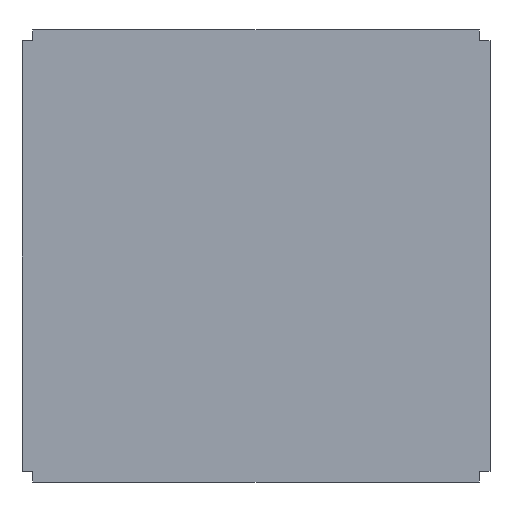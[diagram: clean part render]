
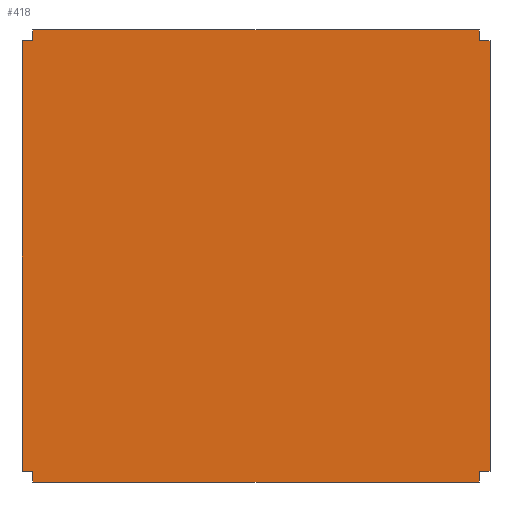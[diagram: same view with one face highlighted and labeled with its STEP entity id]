
A CAD part, top view. The second image highlights one B-rep face of the part: STEP entity #418.
In plain terms, the highlighted planar face has unit normal (0, 0, 1).
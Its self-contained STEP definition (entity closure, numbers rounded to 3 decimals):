
#32=CARTESIAN_POINT('',(-420.,425.,3.));
#33=VERTEX_POINT('',#32);
#34=CARTESIAN_POINT('',(420.,425.,3.));
#35=VERTEX_POINT('',#34);
#36=CARTESIAN_POINT('',(-4200.,425.,3.));
#37=DIRECTION('',(1.,0.,-0.));
#38=VECTOR('',#37,8400.);
#39=LINE('',#36,#38);
#40=EDGE_CURVE('',#33,#35,#39,.T.);
#72=CARTESIAN_POINT('',(420.,405.,3.));
#73=VERTEX_POINT('',#72);
#74=CARTESIAN_POINT('',(420.,605.,3.));
#75=DIRECTION('',(0.,-1.,0.));
#76=VECTOR('',#75,200.);
#77=LINE('',#74,#76);
#78=EDGE_CURVE('',#35,#73,#77,.T.);
#103=CARTESIAN_POINT('',(440.,405.,3.));
#104=VERTEX_POINT('',#103);
#105=CARTESIAN_POINT('',(240.,405.,3.));
#106=DIRECTION('',(1.,0.,-0.));
#107=VECTOR('',#106,200.);
#108=LINE('',#105,#107);
#109=EDGE_CURVE('',#73,#104,#108,.T.);
#134=CARTESIAN_POINT('',(440.,-405.,3.));
#135=VERTEX_POINT('',#134);
#136=CARTESIAN_POINT('',(440.,4050.,3.));
#137=DIRECTION('',(0.,-1.,0.));
#138=VECTOR('',#137,8100.);
#139=LINE('',#136,#138);
#140=EDGE_CURVE('',#104,#135,#139,.T.);
#165=CARTESIAN_POINT('',(420.,-405.,3.));
#166=VERTEX_POINT('',#165);
#167=CARTESIAN_POINT('',(620.,-405.,3.));
#168=DIRECTION('',(-1.,0.,0.));
#169=VECTOR('',#168,200.);
#170=LINE('',#167,#169);
#171=EDGE_CURVE('',#135,#166,#170,.T.);
#196=CARTESIAN_POINT('',(420.,-425.,3.));
#197=VERTEX_POINT('',#196);
#198=CARTESIAN_POINT('',(420.,-225.,3.));
#199=DIRECTION('',(0.,-1.,0.));
#200=VECTOR('',#199,200.);
#201=LINE('',#198,#200);
#202=EDGE_CURVE('',#166,#197,#201,.T.);
#227=CARTESIAN_POINT('',(-420.,-425.,3.));
#228=VERTEX_POINT('',#227);
#229=CARTESIAN_POINT('',(4200.,-425.,3.));
#230=DIRECTION('',(-1.,0.,0.));
#231=VECTOR('',#230,8400.);
#232=LINE('',#229,#231);
#233=EDGE_CURVE('',#197,#228,#232,.T.);
#258=CARTESIAN_POINT('',(-420.,-405.,3.));
#259=VERTEX_POINT('',#258);
#260=CARTESIAN_POINT('',(-420.,-605.,3.));
#261=DIRECTION('',(0.,1.,0.));
#262=VECTOR('',#261,200.);
#263=LINE('',#260,#262);
#264=EDGE_CURVE('',#228,#259,#263,.T.);
#289=CARTESIAN_POINT('',(-440.,-405.,3.));
#290=VERTEX_POINT('',#289);
#291=CARTESIAN_POINT('',(-240.,-405.,3.));
#292=DIRECTION('',(-1.,0.,0.));
#293=VECTOR('',#292,200.);
#294=LINE('',#291,#293);
#295=EDGE_CURVE('',#259,#290,#294,.T.);
#320=CARTESIAN_POINT('',(-440.,405.,3.));
#321=VERTEX_POINT('',#320);
#322=CARTESIAN_POINT('',(-440.,-4050.,3.));
#323=DIRECTION('',(0.,1.,0.));
#324=VECTOR('',#323,8100.);
#325=LINE('',#322,#324);
#326=EDGE_CURVE('',#290,#321,#325,.T.);
#351=CARTESIAN_POINT('',(-420.,405.,3.));
#352=VERTEX_POINT('',#351);
#353=CARTESIAN_POINT('',(-620.,405.,3.));
#354=DIRECTION('',(1.,0.,-0.));
#355=VECTOR('',#354,200.);
#356=LINE('',#353,#355);
#357=EDGE_CURVE('',#321,#352,#356,.T.);
#382=CARTESIAN_POINT('',(-420.,225.,3.));
#383=DIRECTION('',(0.,1.,0.));
#384=VECTOR('',#383,200.);
#385=LINE('',#382,#384);
#386=EDGE_CURVE('',#352,#33,#385,.T.);
#399=CARTESIAN_POINT('',(0.,0.,3.));
#400=DIRECTION('',(0.,0.,1.));
#401=DIRECTION('',(1.,0.,0.));
#402=AXIS2_PLACEMENT_3D('',#399,#400,#401);
#403=PLANE('',#402);
#404=ORIENTED_EDGE('',*,*,#40,.F.);
#405=ORIENTED_EDGE('',*,*,#386,.F.);
#406=ORIENTED_EDGE('',*,*,#357,.F.);
#407=ORIENTED_EDGE('',*,*,#326,.F.);
#408=ORIENTED_EDGE('',*,*,#295,.F.);
#409=ORIENTED_EDGE('',*,*,#264,.F.);
#410=ORIENTED_EDGE('',*,*,#233,.F.);
#411=ORIENTED_EDGE('',*,*,#202,.F.);
#412=ORIENTED_EDGE('',*,*,#171,.F.);
#413=ORIENTED_EDGE('',*,*,#140,.F.);
#414=ORIENTED_EDGE('',*,*,#109,.F.);
#415=ORIENTED_EDGE('',*,*,#78,.F.);
#416=EDGE_LOOP('',(#404,#405,#406,#407,#408,#409,#410,#411,#412,#413,#414,#415));
#417=FACE_BOUND('',#416,.T.);
#418=ADVANCED_FACE('',(#417),#403,.T.);
